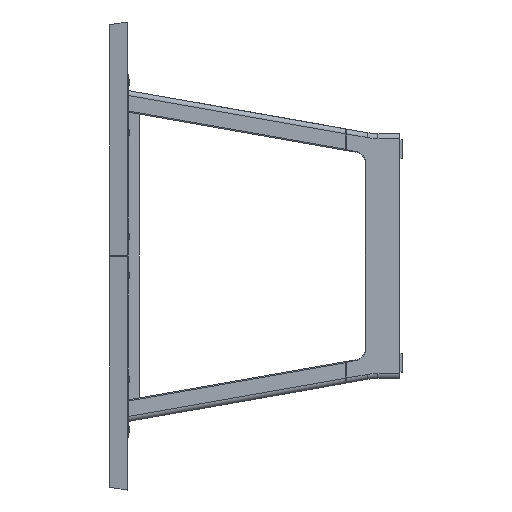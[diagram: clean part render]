
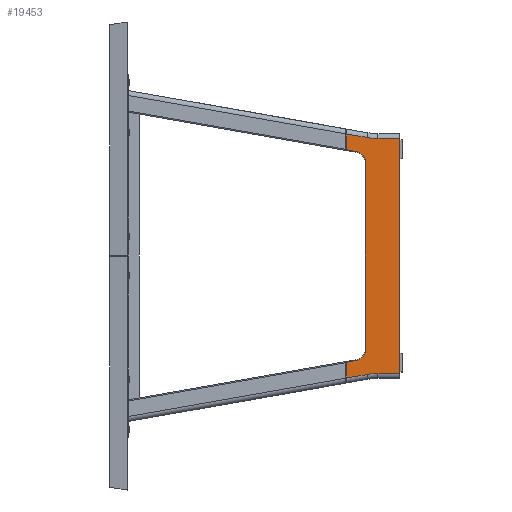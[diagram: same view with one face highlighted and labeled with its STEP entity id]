
A CAD part, left-side view. The second image highlights one B-rep face of the part: STEP entity #19453.
In plain terms, the highlighted planar face has unit normal (-1, 0, 0).
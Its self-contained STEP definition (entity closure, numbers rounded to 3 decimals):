
#515 = CARTESIAN_POINT ( 'NONE',  ( -1276.873, -610.107, -239.848 ) ) ;
#882 = EDGE_CURVE ( 'NONE', #38034, #10445, #4360, .T. ) ;
#1247 = EDGE_CURVE ( 'NONE', #34489, #38034, #12485, .T. ) ;
#1367 = CARTESIAN_POINT ( 'NONE',  ( -1276.873, -592.107, -329.686 ) ) ;
#1380 = VERTEX_POINT ( 'NONE', #13912 ) ;
#1484 = VERTEX_POINT ( 'NONE', #5120 ) ;
#1563 = LINE ( 'NONE', #35009, #14937 ) ;
#1737 = EDGE_CURVE ( 'NONE', #6972, #34489, #26074, .T. ) ;
#1851 = LINE ( 'NONE', #17261, #12052 ) ;
#1925 = DIRECTION ( 'NONE',  ( 0., 0.985, -0.174 ) ) ;
#1960 = LINE ( 'NONE', #1367, #5354 ) ;
#2987 = DIRECTION ( 'NONE',  ( 1., 0., 0. ) ) ;
#3434 = EDGE_CURVE ( 'NONE', #1380, #15908, #5625, .T. ) ;
#3734 = DIRECTION ( 'NONE',  ( 1., 0., 0. ) ) ;
#3939 = LINE ( 'NONE', #22154, #23009 ) ;
#4072 = EDGE_CURVE ( 'NONE', #15908, #18674, #3939, .T. ) ;
#4360 = LINE ( 'NONE', #26353, #18841 ) ;
#4467 = ORIENTED_EDGE ( 'NONE', *, *, #35312, .T. ) ;
#4689 = ORIENTED_EDGE ( 'NONE', *, *, #882, .T. ) ;
#5085 = VECTOR ( 'NONE', #32845, 1000. ) ;
#5120 = CARTESIAN_POINT ( 'NONE',  ( -1276.873, -645.013, -307.312 ) ) ;
#5354 = VECTOR ( 'NONE', #25797, 1000. ) ;
#5625 = LINE ( 'NONE', #38662, #5085 ) ;
#5801 = DIRECTION ( 'NONE',  ( 0., 0., -1. ) ) ;
#5943 = VECTOR ( 'NONE', #38306, 1000. ) ;
#6972 = VERTEX_POINT ( 'NONE', #11857 ) ;
#7271 = CARTESIAN_POINT ( 'NONE',  ( -1276.873, -693.663, 257.608 ) ) ;
#7565 = AXIS2_PLACEMENT_3D ( 'NONE', #11792, #26629, #34888 ) ;
#7764 = ORIENTED_EDGE ( 'NONE', *, *, #3434, .T. ) ;
#7988 = DIRECTION ( 'NONE',  ( 1., 0., 0. ) ) ;
#10445 = VERTEX_POINT ( 'NONE', #24098 ) ;
#10557 = AXIS2_PLACEMENT_3D ( 'NONE', #515, #3734, #27567 ) ;
#10658 = EDGE_CURVE ( 'NONE', #1484, #1380, #33822, .T. ) ;
#11083 = CARTESIAN_POINT ( 'NONE',  ( -1276.873, -645.013, 307.312 ) ) ;
#11657 = DIRECTION ( 'NONE',  ( 0., 0., -1. ) ) ;
#11792 = CARTESIAN_POINT ( 'NONE',  ( -1276.873, -673.231, -467.343 ) ) ;
#11857 = CARTESIAN_POINT ( 'NONE',  ( -1276.873, -642.107, 239.848 ) ) ;
#12052 = VECTOR ( 'NONE', #32890, 1000. ) ;
#12485 = CIRCLE ( 'NONE', #10557, 32. ) ;
#12561 = VERTEX_POINT ( 'NONE', #29837 ) ;
#12667 = CARTESIAN_POINT ( 'NONE',  ( -1276.873, -673.231, 304.843 ) ) ;
#13237 = DIRECTION ( 'NONE',  ( 0., 1., 0. ) ) ;
#13255 = EDGE_CURVE ( 'NONE', #16209, #12561, #1851, .T. ) ;
#13304 = VECTOR ( 'NONE', #31117, 1000. ) ;
#13307 = ORIENTED_EDGE ( 'NONE', *, *, #1737, .T. ) ;
#13465 = ORIENTED_EDGE ( 'NONE', *, *, #24149, .T. ) ;
#13816 = LINE ( 'NONE', #31652, #21303 ) ;
#13912 = CARTESIAN_POINT ( 'NONE',  ( -1276.873, -673.231, -304.843 ) ) ;
#14077 = AXIS2_PLACEMENT_3D ( 'NONE', #17584, #2987, #5801 ) ;
#14937 = VECTOR ( 'NONE', #32614, 1000. ) ;
#15096 = VERTEX_POINT ( 'NONE', #28037 ) ;
#15276 = EDGE_CURVE ( 'NONE', #15096, #1484, #1563, .T. ) ;
#15358 = EDGE_CURVE ( 'NONE', #12561, #16845, #1960, .T. ) ;
#15908 = VERTEX_POINT ( 'NONE', #24730 ) ;
#16209 = VERTEX_POINT ( 'NONE', #11083 ) ;
#16276 = CARTESIAN_POINT ( 'NONE',  ( -1276.873, -642.107, -329.686 ) ) ;
#16418 = VERTEX_POINT ( 'NONE', #12667 ) ;
#16845 = VERTEX_POINT ( 'NONE', #33852 ) ;
#16949 = DIRECTION ( 'NONE',  ( 1., 0., 0. ) ) ;
#17261 = CARTESIAN_POINT ( 'NONE',  ( -1276.873, -700.696, 297.493 ) ) ;
#17571 = CARTESIAN_POINT ( 'NONE',  ( -1276.873, -673.231, 467.343 ) ) ;
#17584 = CARTESIAN_POINT ( 'NONE',  ( -1276.873, -590.107, -329.686 ) ) ;
#18674 = VERTEX_POINT ( 'NONE', #31973 ) ;
#18706 = ORIENTED_EDGE ( 'NONE', *, *, #15358, .T. ) ;
#18841 = VECTOR ( 'NONE', #1925, 1000. ) ;
#18887 = LINE ( 'NONE', #7271, #13304 ) ;
#19453 = ADVANCED_FACE ( 'NONE', ( #27606 ), #39225, .F. ) ;
#19916 = CARTESIAN_POINT ( 'NONE',  ( -1276.873, -592.107, -329.686 ) ) ;
#20125 = CARTESIAN_POINT ( 'NONE',  ( -1276.873, -642.107, -239.848 ) ) ;
#20935 = CARTESIAN_POINT ( 'NONE',  ( -1276.873, -610.107, 239.848 ) ) ;
#21303 = VECTOR ( 'NONE', #13237, 1000. ) ;
#21921 = CARTESIAN_POINT ( 'NONE',  ( -1276.873, -615.664, -271.362 ) ) ;
#22154 = CARTESIAN_POINT ( 'NONE',  ( -1276.873, -729.607, -329.686 ) ) ;
#23009 = VECTOR ( 'NONE', #34367, 1000. ) ;
#23258 = VECTOR ( 'NONE', #11657, 1000. ) ;
#24098 = CARTESIAN_POINT ( 'NONE',  ( -1276.873, -592.107, -275.516 ) ) ;
#24149 = EDGE_CURVE ( 'NONE', #16845, #39437, #18887, .T. ) ;
#24730 = CARTESIAN_POINT ( 'NONE',  ( -1276.873, -729.607, -304.843 ) ) ;
#25797 = DIRECTION ( 'NONE',  ( 0., 0., -1. ) ) ;
#26074 = LINE ( 'NONE', #16276, #5943 ) ;
#26353 = CARTESIAN_POINT ( 'NONE',  ( -1276.873, -580.904, -277.491 ) ) ;
#26514 = ORIENTED_EDGE ( 'NONE', *, *, #15276, .T. ) ;
#26629 = DIRECTION ( 'NONE',  ( 1., 0., 0. ) ) ;
#27567 = DIRECTION ( 'NONE',  ( 0., 0., -1. ) ) ;
#27606 = FACE_OUTER_BOUND ( 'NONE', #36145, .T. ) ;
#28037 = CARTESIAN_POINT ( 'NONE',  ( -1276.873, -592.107, -316.64 ) ) ;
#28092 = ORIENTED_EDGE ( 'NONE', *, *, #29101, .T. ) ;
#29101 = EDGE_CURVE ( 'NONE', #39437, #6972, #31492, .T. ) ;
#29105 = ORIENTED_EDGE ( 'NONE', *, *, #37402, .T. ) ;
#29185 = DIRECTION ( 'NONE',  ( 0., 0., -1. ) ) ;
#29724 = EDGE_CURVE ( 'NONE', #18674, #16418, #13816, .T. ) ;
#29837 = CARTESIAN_POINT ( 'NONE',  ( -1276.873, -592.107, 316.64 ) ) ;
#30478 = ORIENTED_EDGE ( 'NONE', *, *, #29724, .T. ) ;
#31117 = DIRECTION ( 'NONE',  ( 0., -0.985, -0.174 ) ) ;
#31334 = ORIENTED_EDGE ( 'NONE', *, *, #10658, .T. ) ;
#31492 = CIRCLE ( 'NONE', #35311, 32. ) ;
#31652 = CARTESIAN_POINT ( 'NONE',  ( -1276.873, -673.231, 304.843 ) ) ;
#31973 = CARTESIAN_POINT ( 'NONE',  ( -1276.873, -729.607, 304.843 ) ) ;
#32367 = LINE ( 'NONE', #19916, #23258 ) ;
#32614 = DIRECTION ( 'NONE',  ( 0., -0.985, 0.174 ) ) ;
#32845 = DIRECTION ( 'NONE',  ( 0., -1., 0. ) ) ;
#32890 = DIRECTION ( 'NONE',  ( 0., 0.985, 0.174 ) ) ;
#33822 = CIRCLE ( 'NONE', #7565, 162.5 ) ;
#33852 = CARTESIAN_POINT ( 'NONE',  ( -1276.873, -592.107, 275.516 ) ) ;
#34052 = AXIS2_PLACEMENT_3D ( 'NONE', #17571, #7988, #35410 ) ;
#34367 = DIRECTION ( 'NONE',  ( 0., 0., 1. ) ) ;
#34489 = VERTEX_POINT ( 'NONE', #20125 ) ;
#34888 = DIRECTION ( 'NONE',  ( 0., 0., -1. ) ) ;
#35009 = CARTESIAN_POINT ( 'NONE',  ( -1276.873, -587.937, -317.376 ) ) ;
#35311 = AXIS2_PLACEMENT_3D ( 'NONE', #20935, #16949, #29185 ) ;
#35312 = EDGE_CURVE ( 'NONE', #10445, #15096, #32367, .T. ) ;
#35410 = DIRECTION ( 'NONE',  ( 0., 0., -1. ) ) ;
#35668 = ORIENTED_EDGE ( 'NONE', *, *, #13255, .T. ) ;
#35736 = CARTESIAN_POINT ( 'NONE',  ( -1276.873, -615.664, 271.362 ) ) ;
#36145 = EDGE_LOOP ( 'NONE', ( #35668, #18706, #13465, #28092, #13307, #38836, #4689, #4467, #26514, #31334, #7764, #36313, #30478, #29105 ) ) ;
#36313 = ORIENTED_EDGE ( 'NONE', *, *, #4072, .T. ) ;
#37402 = EDGE_CURVE ( 'NONE', #16418, #16209, #38516, .T. ) ;
#38034 = VERTEX_POINT ( 'NONE', #21921 ) ;
#38306 = DIRECTION ( 'NONE',  ( 0., 0., -1. ) ) ;
#38516 = CIRCLE ( 'NONE', #34052, 162.5 ) ;
#38662 = CARTESIAN_POINT ( 'NONE',  ( -1276.873, -730.107, -304.843 ) ) ;
#38836 = ORIENTED_EDGE ( 'NONE', *, *, #1247, .T. ) ;
#39225 = PLANE ( 'NONE',  #14077 ) ;
#39437 = VERTEX_POINT ( 'NONE', #35736 ) ;
